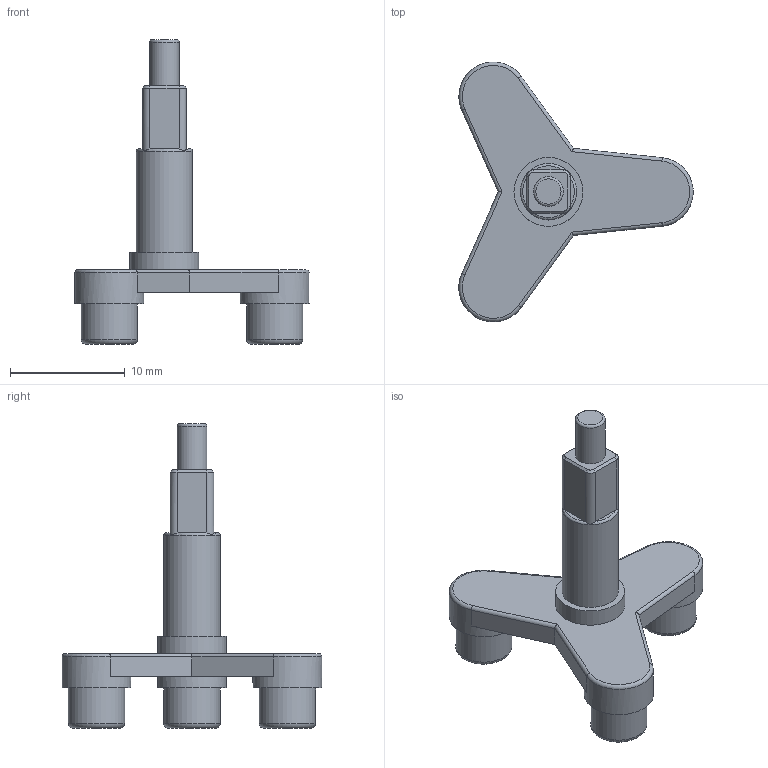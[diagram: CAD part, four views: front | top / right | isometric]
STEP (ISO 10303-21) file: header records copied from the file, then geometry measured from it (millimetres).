
FILE_DESCRIPTION(/* description */ ('STEP AP242 Edition 2','CAx-IF Rec.Pracs.---Representation and Presentation of Product Manufacturing Information (PMI)---4.0---2014-10-13','CAx-IF Rec.Pracs.---3D Tessellated Geometry---0.4---2014-09-14','2;1','CAx-IF Rec.Pracs.---User Defined Attributes---1.5---2016-08-15'),/* implementation_level */ '2;1');
FILE_NAME(/* name */ '69349fd4dd57ab0fa8c83bec',/* time_stamp */ '2025-12-06T21:27:48Z',/* author */ (''),/* organization */ (''),/* preprocessor_version */ 'ST-DEVELOPER v20',/* originating_system */ 'ONSHAPE BY PTC INC, 1.207',/* authorisation */ ' ');
FILE_SCHEMA (('AP242_MANAGED_MODEL_BASED_3D_ENGINEERING_MIM_LF { 1 0 10303 442 3 1 4 }'));
Length unit declared in the file: metre
Products named in the file (1): carrier
Bounding box: 20.39 x 22.62 x 26.5 mm (x, y, z)
Volume: 990.2 mm3; surface area: 1088.6 mm2
Topology: 1 solids, 1 shells, 62 faces, 137 edges, 84 vertices
Faces by surface type: plane 30, cylinder 20, torus 8, cone 4
Full cylindrical faces by diameter (mm): 2.6 x1, 4.9 x5, 6 x4
Entity records: 1623 total; most frequent: CARTESIAN_POINT 301, DIRECTION 283, ORIENTED_EDGE 236, EDGE_CURVE 118, AXIS2_PLACEMENT_3D 114, EDGE_LOOP 84, FACE_BOUND 84, VERTEX_POINT 80
